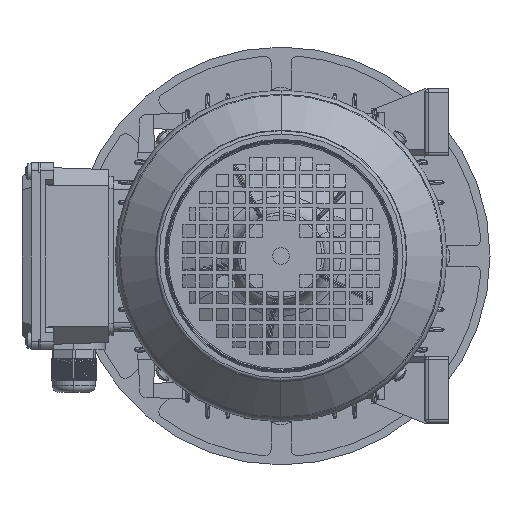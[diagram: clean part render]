
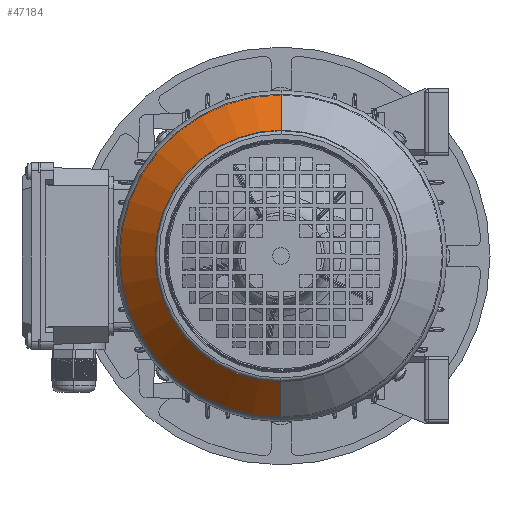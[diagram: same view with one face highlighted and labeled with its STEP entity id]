
A CAD part, left-side view. The second image highlights one B-rep face of the part: STEP entity #47184.
In plain terms, the highlighted conical face has half-angle 45 degrees and reference radius 75.293 mm.
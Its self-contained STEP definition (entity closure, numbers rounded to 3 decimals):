
#47184 = ADVANCED_FACE ( 'NONE', ( #84203 ), #84202, .T. ) ;
#47185 = EDGE_LOOP ( 'NONE', ( #47359, #47367, #47245, #47249 ) ) ;
#47245 = ORIENTED_EDGE ( 'NONE', *, *, #47280, .F. ) ;
#47249 = ORIENTED_EDGE ( 'NONE', *, *, #47250, .F. ) ;
#47250 = EDGE_CURVE ( 'NONE', #47364, #47282, #84333, .T. ) ;
#47280 = EDGE_CURVE ( 'NONE', #47282, #47285, #84438, .T. ) ;
#47282 = VERTEX_POINT ( 'NONE', #84433 ) ;
#47285 = VERTEX_POINT ( 'NONE', #84432 ) ;
#47359 = ORIENTED_EDGE ( 'NONE', *, *, #47363, .T. ) ;
#47363 = EDGE_CURVE ( 'NONE', #47364, #47365, #84492, .T. ) ;
#47364 = VERTEX_POINT ( 'NONE', #84530 ) ;
#47365 = VERTEX_POINT ( 'NONE', #84529 ) ;
#47367 = ORIENTED_EDGE ( 'NONE', *, *, #47369, .T. ) ;
#47369 = EDGE_CURVE ( 'NONE', #47365, #47285, #84528, .T. ) ;
#84198 = DIRECTION ( 'NONE',  ( 0., 0., 1. ) ) ;
#84199 = DIRECTION ( 'NONE',  ( -1., 0., 0. ) ) ;
#84200 = CARTESIAN_POINT ( 'NONE',  ( 91.707, 0., 0. ) ) ;
#84201 = AXIS2_PLACEMENT_3D ( 'NONE', #84200, #84199, #84198 ) ;
#84202 = CONICAL_SURFACE ( 'NONE', #84201, 75.293, 0.785 ) ;
#84203 = FACE_OUTER_BOUND ( 'NONE', #47185, .T. ) ;
#84329 = DIRECTION ( 'NONE',  ( -0.707, 0., 0.707 ) ) ;
#84330 = VECTOR ( 'NONE', #84329, 1000. ) ;
#84331 = CARTESIAN_POINT ( 'NONE',  ( 91.707, 0., 75.293 ) ) ;
#84333 = LINE ( 'NONE', #84331, #84330 ) ;
#84432 = CARTESIAN_POINT ( 'NONE',  ( 70.093, 0., -96.907 ) ) ;
#84433 = CARTESIAN_POINT ( 'NONE',  ( 70.093, 0., 96.907 ) ) ;
#84434 = DIRECTION ( 'NONE',  ( 0., 0., 1. ) ) ;
#84435 = DIRECTION ( 'NONE',  ( -1., 0., 0. ) ) ;
#84436 = CARTESIAN_POINT ( 'NONE',  ( 70.093, 0., 0. ) ) ;
#84437 = AXIS2_PLACEMENT_3D ( 'NONE', #84436, #84435, #84434 ) ;
#84438 = CIRCLE ( 'NONE', #84437, 96.907 ) ;
#84488 = DIRECTION ( 'NONE',  ( 0., 0., 1. ) ) ;
#84489 = DIRECTION ( 'NONE',  ( -1., 0., 0. ) ) ;
#84490 = CARTESIAN_POINT ( 'NONE',  ( 91.707, 0., 0. ) ) ;
#84491 = AXIS2_PLACEMENT_3D ( 'NONE', #84490, #84489, #84488 ) ;
#84492 = CIRCLE ( 'NONE', #84491, 75.293 ) ;
#84525 = DIRECTION ( 'NONE',  ( -0.707, 0., -0.707 ) ) ;
#84526 = VECTOR ( 'NONE', #84525, 1000. ) ;
#84527 = CARTESIAN_POINT ( 'NONE',  ( 91.707, 0., -75.293 ) ) ;
#84528 = LINE ( 'NONE', #84527, #84526 ) ;
#84529 = CARTESIAN_POINT ( 'NONE',  ( 91.707, 0., -75.293 ) ) ;
#84530 = CARTESIAN_POINT ( 'NONE',  ( 91.707, 0., 75.293 ) ) ;
